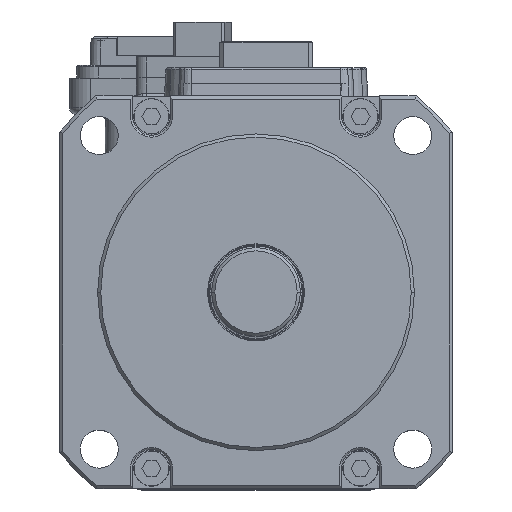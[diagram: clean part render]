
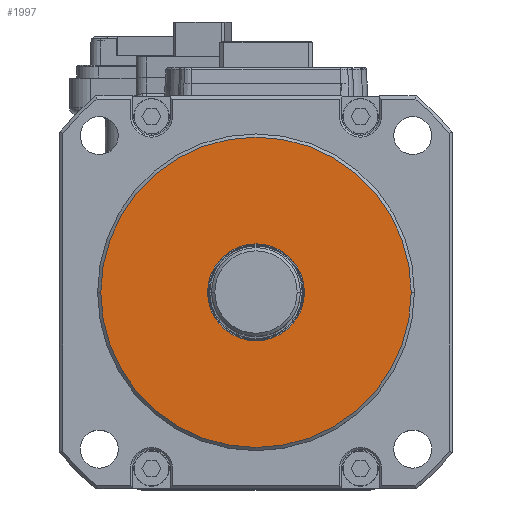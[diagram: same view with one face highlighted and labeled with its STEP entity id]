
A CAD part, top view. The second image highlights one B-rep face of the part: STEP entity #1997.
In plain terms, the highlighted planar face has unit normal (0, 0, 1).
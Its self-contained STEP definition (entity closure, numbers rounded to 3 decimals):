
#1360 = EDGE_CURVE ( 'NONE', #55842, #55829, #3911, .T. ) ;
#1394 = EDGE_CURVE ( 'NONE', #55870, #30496, #4007, .T. ) ;
#1474 = EDGE_CURVE ( 'NONE', #30496, #55870, #4132, .T. ) ;
#1483 = EDGE_CURVE ( 'NONE', #55829, #55842, #4149, .T. ) ;
#1997 = ADVANCED_FACE ( 'NONE', ( #98067, #98078 ), #98075, .T. ) ;
#3402 = CARTESIAN_POINT ( 'NONE',  ( 0., 0., 29.5 ) ) ;
#3422 = DIRECTION ( 'NONE',  ( 0., 0., 1. ) ) ;
#3429 = DIRECTION ( 'NONE',  ( 1., 0., 0. ) ) ;
#3506 = DIRECTION ( 'NONE',  ( 0., 0., 1. ) ) ;
#3512 = DIRECTION ( 'NONE',  ( 1., 0., 0. ) ) ;
#3521 = CARTESIAN_POINT ( 'NONE',  ( 0., 0., 29.5 ) ) ;
#3911 = CIRCLE ( 'NONE', #3958, 24.5 ) ;
#3958 = AXIS2_PLACEMENT_3D ( 'NONE', #8425, #8429, #8435 ) ;
#4007 = CIRCLE ( 'NONE', #4008, 7.65 ) ;
#4008 = AXIS2_PLACEMENT_3D ( 'NONE', #8571, #8589, #8560 ) ;
#4104 = AXIS2_PLACEMENT_3D ( 'NONE', #3402, #3422, #3429 ) ;
#4132 = CIRCLE ( 'NONE', #4104, 7.65 ) ;
#4149 = CIRCLE ( 'NONE', #4151, 24.5 ) ;
#4151 = AXIS2_PLACEMENT_3D ( 'NONE', #3521, #3506, #3512 ) ;
#8425 = CARTESIAN_POINT ( 'NONE',  ( 0., 0., 29.5 ) ) ;
#8429 = DIRECTION ( 'NONE',  ( 0., 0., 1. ) ) ;
#8435 = DIRECTION ( 'NONE',  ( 1., 0., 0. ) ) ;
#8560 = DIRECTION ( 'NONE',  ( 1., 0., 0. ) ) ;
#8571 = CARTESIAN_POINT ( 'NONE',  ( 0., 0., 29.5 ) ) ;
#8589 = DIRECTION ( 'NONE',  ( 0., 0., 1. ) ) ;
#20712 = CARTESIAN_POINT ( 'NONE',  ( -24.5, 0., 29.5 ) ) ;
#20755 = CARTESIAN_POINT ( 'NONE',  ( 24.5, 0., 29.5 ) ) ;
#20784 = CARTESIAN_POINT ( 'NONE',  ( -7.65, 0., 29.5 ) ) ;
#27602 = EDGE_LOOP ( 'NONE', ( #30274, #30325 ) ) ;
#27749 = EDGE_LOOP ( 'NONE', ( #30275, #30377 ) ) ;
#30274 = ORIENTED_EDGE ( 'NONE', *, *, #1394, .F. ) ;
#30275 = ORIENTED_EDGE ( 'NONE', *, *, #1483, .T. ) ;
#30325 = ORIENTED_EDGE ( 'NONE', *, *, #1474, .F. ) ;
#30377 = ORIENTED_EDGE ( 'NONE', *, *, #1360, .T. ) ;
#30496 = VERTEX_POINT ( 'NONE', #59763 ) ;
#55829 = VERTEX_POINT ( 'NONE', #20712 ) ;
#55842 = VERTEX_POINT ( 'NONE', #20755 ) ;
#55870 = VERTEX_POINT ( 'NONE', #20784 ) ;
#59763 = CARTESIAN_POINT ( 'NONE',  ( 7.65, 0., 29.5 ) ) ;
#73444 = AXIS2_PLACEMENT_3D ( 'NONE', #98082, #98236, #98214 ) ;
#98067 = FACE_OUTER_BOUND ( 'NONE', #27749, .T. ) ;
#98075 = PLANE ( 'NONE',  #73444 ) ;
#98078 = FACE_BOUND ( 'NONE', #27602, .T. ) ;
#98082 = CARTESIAN_POINT ( 'NONE',  ( 0., 0., 29.5 ) ) ;
#98214 = DIRECTION ( 'NONE',  ( 1., 0., 0. ) ) ;
#98236 = DIRECTION ( 'NONE',  ( 0., 0., 1. ) ) ;
